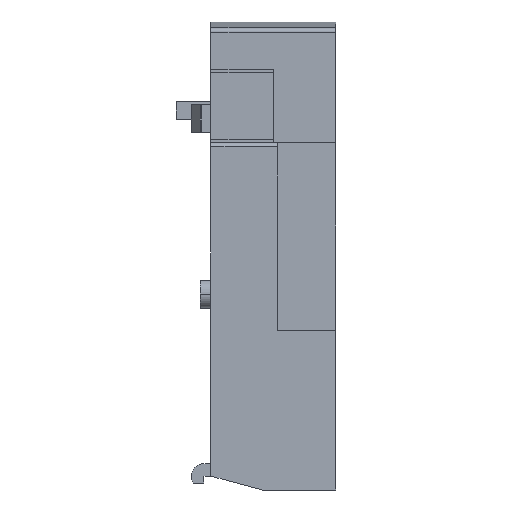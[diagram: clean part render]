
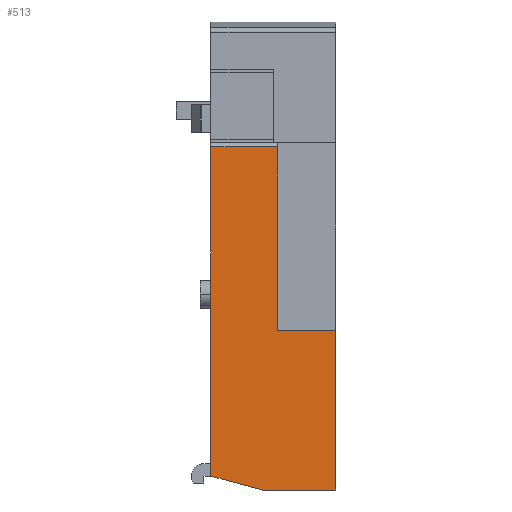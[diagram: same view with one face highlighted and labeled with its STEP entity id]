
A CAD part, front view. The second image highlights one B-rep face of the part: STEP entity #513.
In plain terms, the highlighted planar face has unit normal (0, -1, 0).
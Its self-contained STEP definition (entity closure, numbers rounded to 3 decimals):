
#513=ADVANCED_FACE('',(#1086),#1087,.T.);
#1086=FACE_OUTER_BOUND('',#1710,.T.);
#1087=PLANE('',#1711);
#1710=EDGE_LOOP('',(#3199,#3200,#3201,#3202,#3203,#3204,#3205));
#1711=AXIS2_PLACEMENT_3D('',#3206,#3207,#3208);
#3199=ORIENTED_EDGE('',*,*,#4275,.T.);
#3200=ORIENTED_EDGE('',*,*,#4280,.T.);
#3201=ORIENTED_EDGE('',*,*,#4288,.T.);
#3202=ORIENTED_EDGE('',*,*,#4289,.T.);
#3203=ORIENTED_EDGE('',*,*,#4290,.T.);
#3204=ORIENTED_EDGE('',*,*,#4291,.F.);
#3205=ORIENTED_EDGE('',*,*,#4292,.T.);
#3206=CARTESIAN_POINT('',(23.0,0.0,24.7));
#3207=DIRECTION('',(0.0,-1.0,0.0));
#3208=DIRECTION('',(0.0,0.0,1.0));
#4275=EDGE_CURVE('',#5276,#5277,#5278,.T.);
#4280=EDGE_CURVE('',#5277,#5285,#5286,.T.);
#4288=EDGE_CURVE('',#5285,#5297,#5298,.T.);
#4289=EDGE_CURVE('',#5297,#5299,#5300,.T.);
#4290=EDGE_CURVE('',#5299,#5301,#5302,.T.);
#4291=EDGE_CURVE('',#5303,#5301,#5304,.T.);
#4292=EDGE_CURVE('',#5303,#5276,#5305,.T.);
#5276=VERTEX_POINT('',#6719);
#5277=VERTEX_POINT('',#6720);
#5278=LINE('',#6721,#6722);
#5285=VERTEX_POINT('',#6732);
#5286=LINE('',#6733,#6734);
#5297=VERTEX_POINT('',#6749);
#5298=LINE('',#6750,#6751);
#5299=VERTEX_POINT('',#6752);
#5300=LINE('',#6753,#6754);
#5301=VERTEX_POINT('',#6755);
#5302=LINE('',#6756,#6757);
#5303=VERTEX_POINT('',#6758);
#5304=LINE('',#6759,#6760);
#5305=LINE('',#6761,#6762);
#6719=CARTESIAN_POINT('',(23.0,0.0,23.0));
#6720=CARTESIAN_POINT('',(14.6,0.0,23.0));
#6721=CARTESIAN_POINT('',(20.9,0.0,23.0));
#6722=VECTOR('',#7620,1.0);
#6732=CARTESIAN_POINT('',(14.6,0.0,49.4));
#6733=CARTESIAN_POINT('',(14.6,0.0,23.85));
#6734=VECTOR('',#7624,1.0);
#6749=CARTESIAN_POINT('',(5.0,0.0,49.4));
#6750=CARTESIAN_POINT('',(23.0,0.0,49.4));
#6751=VECTOR('',#7632,1.0);
#6752=CARTESIAN_POINT('',(5.0,0.0,2.0));
#6753=CARTESIAN_POINT('',(5.0,0.0,0.0));
#6754=VECTOR('',#7633,1.0);
#6755=CARTESIAN_POINT('',(12.464,0.0,0.0));
#6756=CARTESIAN_POINT('',(12.426,0.0,0.01));
#6757=VECTOR('',#7634,1.0);
#6758=CARTESIAN_POINT('',(23.0,0.0,0.0));
#6759=CARTESIAN_POINT('',(23.0,0.0,0.0));
#6760=VECTOR('',#7635,1.0);
#6761=CARTESIAN_POINT('',(23.0,0.0,0.0));
#6762=VECTOR('',#7636,1.0);
#7620=DIRECTION('',(-1.0,-0.0,0.0));
#7624=DIRECTION('',(0.0,-0.0,1.0));
#7632=DIRECTION('',(-1.0,0.0,0.0));
#7633=DIRECTION('',(0.0,0.0,-1.0));
#7634=DIRECTION('',(0.966,0.0,-0.259));
#7635=DIRECTION('',(-1.0,0.0,0.0));
#7636=DIRECTION('',(0.0,0.0,1.0));
